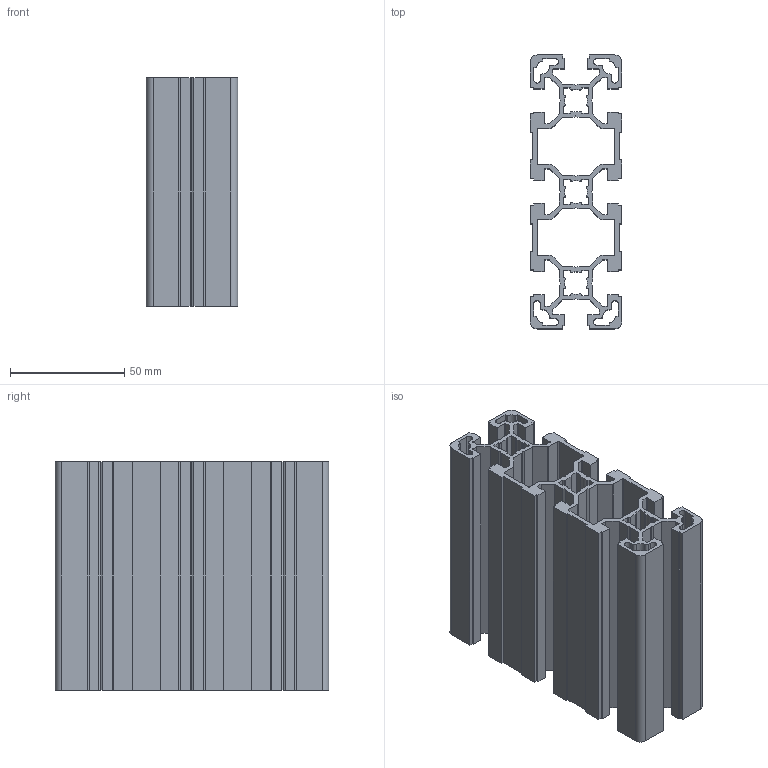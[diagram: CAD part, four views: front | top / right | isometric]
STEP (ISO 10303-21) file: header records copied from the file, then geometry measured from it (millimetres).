
FILE_DESCRIPTION (( 'STEP AP214' ), '1' );
FILE_NAME ('A02-3 (40x120)-STEP.STEP', '2017-03-31T16:14:00', ( 'Advo' ), ( '' ), 'SwSTEP 2.0', 'SolidWorks 2012', '' );
FILE_SCHEMA (( 'AUTOMOTIVE_DESIGN' ));
Length unit declared in the file: millimetre
Products named in the file (1): A02-3 (40x120)-STEP
Bounding box: 40 x 120 x 100 mm (x, y, z)
Volume: 133854.3 mm3; surface area: 118369.6 mm2
Topology: 1 solids, 1 shells, 373 faces, 1113 edges, 742 vertices
Faces by surface type: plane 266, cylinder 107
Entity records: 12551 total; most frequent: CARTESIAN_POINT 2229, ORIENTED_EDGE 2226, DIRECTION 2075, EDGE_CURVE 1113, VECTOR 899, LINE 899, VERTEX_POINT 742, AXIS2_PLACEMENT_3D 588
